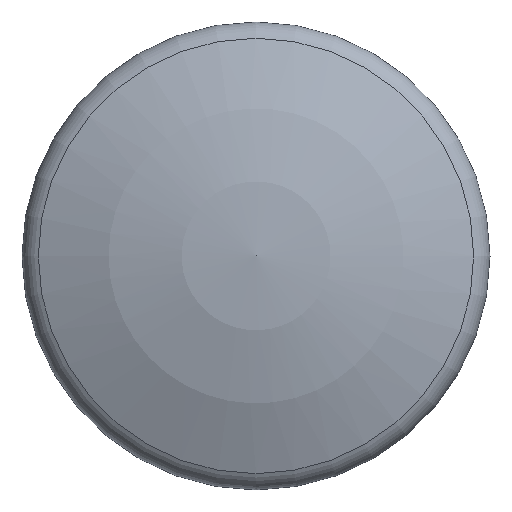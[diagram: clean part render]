
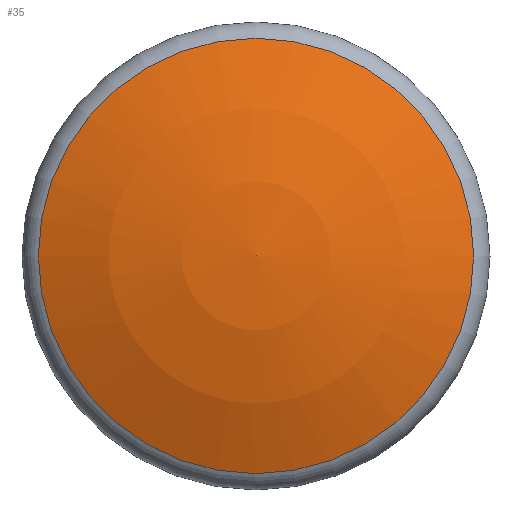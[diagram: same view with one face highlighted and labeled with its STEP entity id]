
A CAD part, top view. The second image highlights one B-rep face of the part: STEP entity #35.
In plain terms, the highlighted spherical face has radius 40 mm.
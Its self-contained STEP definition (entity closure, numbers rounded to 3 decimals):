
#35 = ADVANCED_FACE( '', ( #72 ), #73, .T. );
#72 = FACE_OUTER_BOUND( '', #114, .T. );
#73 = SPHERICAL_SURFACE( '', #115, 40. );
#114 = EDGE_LOOP( '', ( #152 ) );
#115 = AXIS2_PLACEMENT_3D( '', #153, #154, #155 );
#152 = ORIENTED_EDGE( '', *, *, #202, .T. );
#153 = CARTESIAN_POINT( '', ( 0., 0., -8. ) );
#154 = DIRECTION( '', ( 0., 0., 1. ) );
#155 = DIRECTION( '', ( 1., 0., 0. ) );
#202 = EDGE_CURVE( '', #222, #222, #223, .F. );
#222 = VERTEX_POINT( '', #247 );
#223 = CIRCLE( '', #248, 16.009 );
#247 = CARTESIAN_POINT( '', ( -16.009, 0., 28.657 ) );
#248 = AXIS2_PLACEMENT_3D( '', #272, #273, #274 );
#272 = CARTESIAN_POINT( '', ( 0., 0., 28.657 ) );
#273 = DIRECTION( '', ( 0., 0., -1. ) );
#274 = DIRECTION( '', ( -1., 0., 0. ) );
